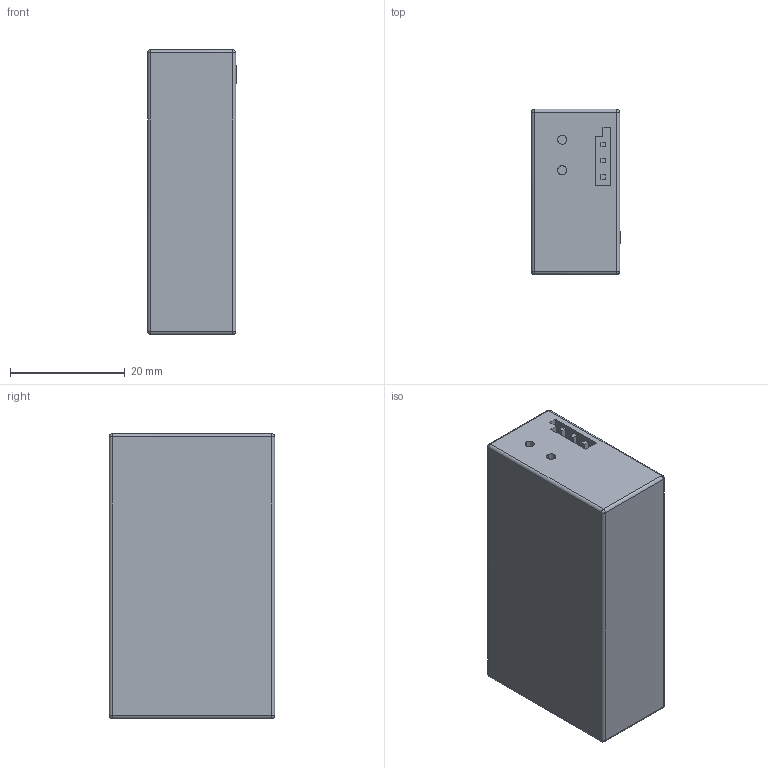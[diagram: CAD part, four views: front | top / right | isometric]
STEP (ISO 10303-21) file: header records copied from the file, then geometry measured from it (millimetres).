
FILE_DESCRIPTION(('FreeCAD Model'),'2;1');
FILE_NAME('Open CASCADE Shape Model','2025-04-26T15:55:05',('FreeCAD'),( 'FreeCAD'),'Open CASCADE STEP processor 7.6','FreeCAD','Unknown');
FILE_SCHEMA(('AUTOMOTIVE_DESIGN { 1 0 10303 214 1 1 1 1 }'));
Length unit declared in the file: millimetre
Products named in the file (1): Open CASCADE STEP translator 7.6 1
Bounding box: 15.49 x 28.84 x 49.73 mm (x, y, z)
Volume: 20111.6 mm3; surface area: 7126.4 mm2
Topology: 35 solids, 35 shells, 318 faces, 689 edges, 446 vertices
Faces by surface type: bspline 318
Entity records: 9004 total; most frequent: CARTESIAN_POINT 4513, ORIENTED_EDGE 1362, EDGE_CURVE 681, B_SPLINE_CURVE_WITH_KNOTS 645, VERTEX_POINT 446, FACE_BOUND 331, EDGE_LOOP 331, ADVANCED_FACE 318
